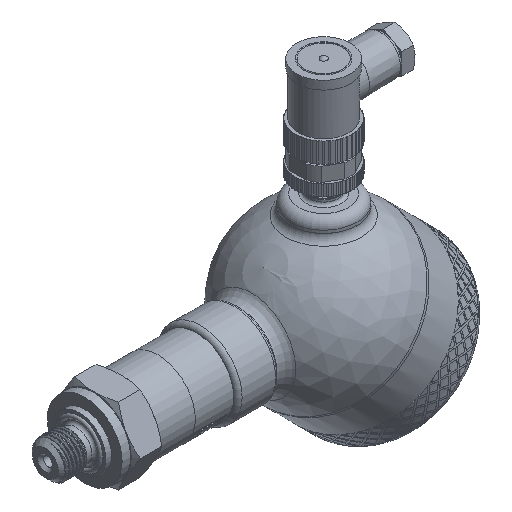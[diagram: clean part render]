
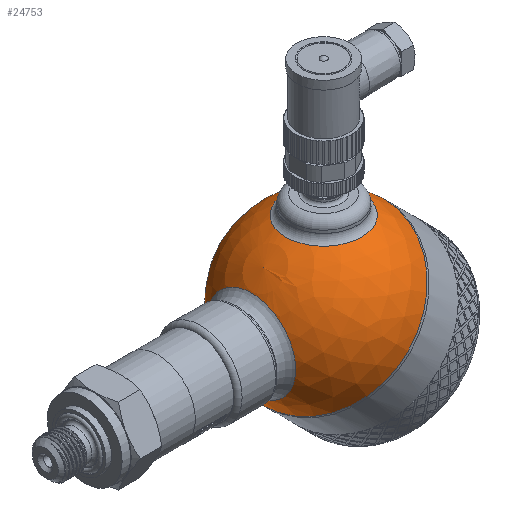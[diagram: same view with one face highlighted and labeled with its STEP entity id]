
A CAD part, isometric view. The second image highlights one B-rep face of the part: STEP entity #24753.
In plain terms, the highlighted spherical face has radius 30 mm.
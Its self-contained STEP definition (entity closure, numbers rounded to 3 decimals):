
#36=SPHERICAL_SURFACE('',#26288,30.);
#120=FACE_BOUND('',#3359,.T.);
#121=FACE_BOUND('',#3360,.T.);
#1739=FACE_OUTER_BOUND('',#3358,.T.);
#3358=EDGE_LOOP('',(#17736,#17737,#17738,#17739));
#3359=EDGE_LOOP('',(#17740));
#3360=EDGE_LOOP('',(#17741));
#4863=CIRCLE('',#26211,30.);
#4864=CIRCLE('',#26212,30.);
#4891=CIRCLE('',#26284,13.5);
#4894=CIRCLE('',#26289,30.);
#4895=CIRCLE('',#26290,15.643);
#9473=VERTEX_POINT('',#35122);
#9474=VERTEX_POINT('',#35124);
#9949=VERTEX_POINT('',#41186);
#9951=VERTEX_POINT('',#41193);
#9952=VERTEX_POINT('',#41195);
#12151=EDGE_CURVE('',#9473,#9474,#4863,.T.);
#12152=EDGE_CURVE('',#9474,#9473,#4864,.T.);
#12867=EDGE_CURVE('',#9949,#9949,#4891,.T.);
#12870=EDGE_CURVE('',#9474,#9951,#4894,.T.);
#12871=EDGE_CURVE('',#9952,#9952,#4895,.T.);
#17736=ORIENTED_EDGE('',*,*,#12152,.F.);
#17737=ORIENTED_EDGE('',*,*,#12870,.T.);
#17738=ORIENTED_EDGE('',*,*,#12870,.F.);
#17739=ORIENTED_EDGE('',*,*,#12151,.F.);
#17740=ORIENTED_EDGE('',*,*,#12871,.F.);
#17741=ORIENTED_EDGE('',*,*,#12867,.F.);
#24753=ADVANCED_FACE('',(#1739,#120,#121),#36,.T.);
#26211=AXIS2_PLACEMENT_3D('',#35125,#27899,#27900);
#26212=AXIS2_PLACEMENT_3D('',#35126,#27901,#27902);
#26284=AXIS2_PLACEMENT_3D('',#41187,#28297,#28298);
#26288=AXIS2_PLACEMENT_3D('',#41192,#28305,#28306);
#26289=AXIS2_PLACEMENT_3D('',#41194,#28307,#28308);
#26290=AXIS2_PLACEMENT_3D('',#41196,#28309,#28310);
#27899=DIRECTION('center_axis',(1.,0.,0.));
#27900=DIRECTION('ref_axis',(0.,1.,0.));
#27901=DIRECTION('center_axis',(1.,0.,0.));
#27902=DIRECTION('ref_axis',(0.,1.,0.));
#28297=DIRECTION('center_axis',(-0.707,0.,-0.707));
#28298=DIRECTION('ref_axis',(-0.707,0.,0.707));
#28305=DIRECTION('center_axis',(1.,0.,0.));
#28306=DIRECTION('ref_axis',(0.,-1.,0.));
#28307=DIRECTION('center_axis',(0.,0.,1.));
#28308=DIRECTION('ref_axis',(0.,1.,0.));
#28309=DIRECTION('center_axis',(-0.707,0.,0.707));
#28310=DIRECTION('ref_axis',(0.707,0.,0.707));
#35122=CARTESIAN_POINT('',(0.,-30.,0.));
#35124=CARTESIAN_POINT('',(0.,30.,0.));
#35125=CARTESIAN_POINT('Origin',(0.,0.,0.));
#35126=CARTESIAN_POINT('Origin',(0.,0.,0.));
#41186=CARTESIAN_POINT('',(-9.398,0.,-28.49));
#41187=CARTESIAN_POINT('Origin',(-18.944,0.,-18.944));
#41192=CARTESIAN_POINT('Origin',(0.,0.,0.));
#41193=CARTESIAN_POINT('',(-30.,0.,0.));
#41194=CARTESIAN_POINT('Origin',(0.,0.,0.));
#41195=CARTESIAN_POINT('',(-29.162,0.,7.04));
#41196=CARTESIAN_POINT('Origin',(-18.101,0.,18.101));
